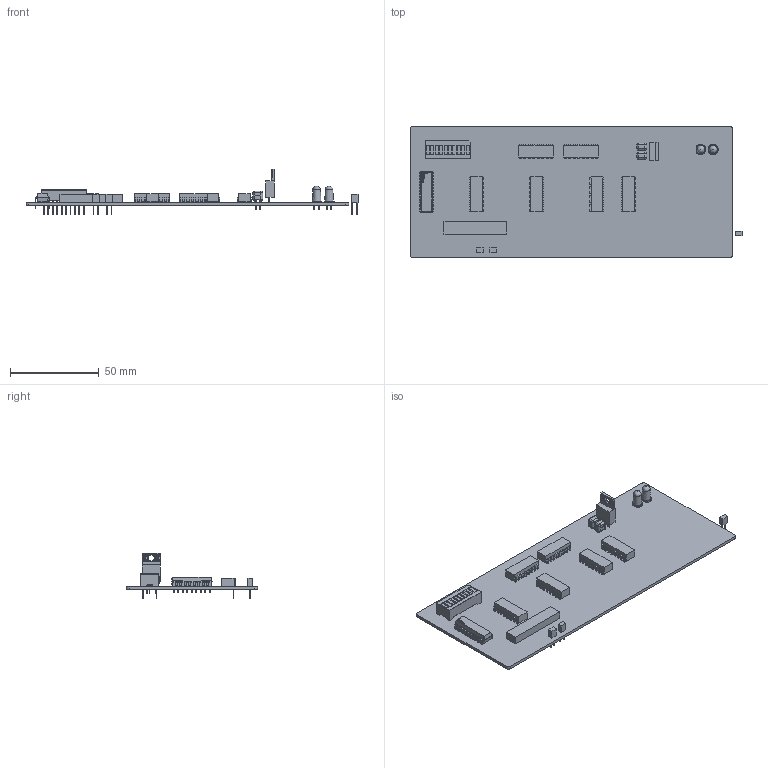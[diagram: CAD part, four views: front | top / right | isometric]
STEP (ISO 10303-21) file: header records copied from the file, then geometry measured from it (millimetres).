
FILE_DESCRIPTION(('Open CASCADE Model'),'2;1');
FILE_NAME('Open CASCADE Shape Model','2023-02-08T13:22:04',('Author'),( 'Open CASCADE'),'Open CASCADE STEP processor 7.5','Open CASCADE 7.5' ,'Unknown');
FILE_SCHEMA(('AUTOMOTIVE_DESIGN { 1 0 10303 214 1 1 1 1 }'));
Length unit declared in the file: millimetre
Products named in the file (96): PCB; Board; Open CASCADE STEP translator 7.5 1.1.1; C_; 6145192320; Extruded; 6145188000; C4; C3; U9; 6145187600; 6145187440; 6145187200; 6145186960; 6145186560; 6145186320; 6145186080; 6145185840; 6145185600; 6145185200; 6145184960; 6145184720; 6145184320; 6145184080; 6145183840; 6145183680; 6145183520; 6145183360; C2; Cap_Murata_RCEC71H106K3DBH03A_eec; Logo; Leads; MainBody; C1; U8; IC_Texas_Instruments_LM3914N-1_eec; 1; 2; Texas Logo Yury - Copy; Texas Logo Yury ...
Assembly tree (413 placements, depth 4):
  PCB
    Board
      Open CASCADE STEP translator 7.5 1.1.1
    C_
      6145192320  x2
        Extruded
      6145188000
        Extruded
    C4
      6145192320  x2
        Extruded
      6145188000
        Extruded
    C3
      6145192320  x2
        Extruded
      6145188000
        Extruded
    U9
      6145187600
        Extruded
      6145187440  x2
        Extruded
      6145187200  x2
        Extruded
      6145186960  x4
        Extruded
      6145186560  x2
        Extruded
      6145186320  x2
        Extruded
      6145186080  x2
        Extruded
      6145185840  x2
        Extruded
      6145185600  x4
        Extruded
      6145185200  x2
        Extruded
      6145184960  x2
        Extruded
      6145184720  x4
        Extruded
      6145184320  x2
        Extruded
      6145184080  x2
        Extruded
      6145183840
        Extruded
      6145183680
        Extruded
      6145183520  x3
        Extruded
      6145183360  x3
        Extruded
    C2
      Cap_Murata_RCEC71H106K3DBH03A_eec
        Logo
        Leads
        MainBody
Bounding box: 187.32 x 74 x 25.95 mm (x, y, z)
Volume: 31079.1 mm3; surface area: 37748.9 mm2
Topology: 422 solids, 422 shells, 3841 faces, 8930 edges, 5846 vertices
Faces by surface type: plane 2982, bspline 744, cylinder 87, sphere 16, torus 10, cone 2
Full cylindrical faces by diameter (mm): 0.5 x4
Entity records: 62995 total; most frequent: CARTESIAN_POINT 24907, ORIENTED_EDGE 7816, DIRECTION 5890, EDGE_CURVE 3908, VERTEX_POINT 2575, LINE 2568, VECTOR 2568, AXIS2_PLACEMENT_3D 1661
